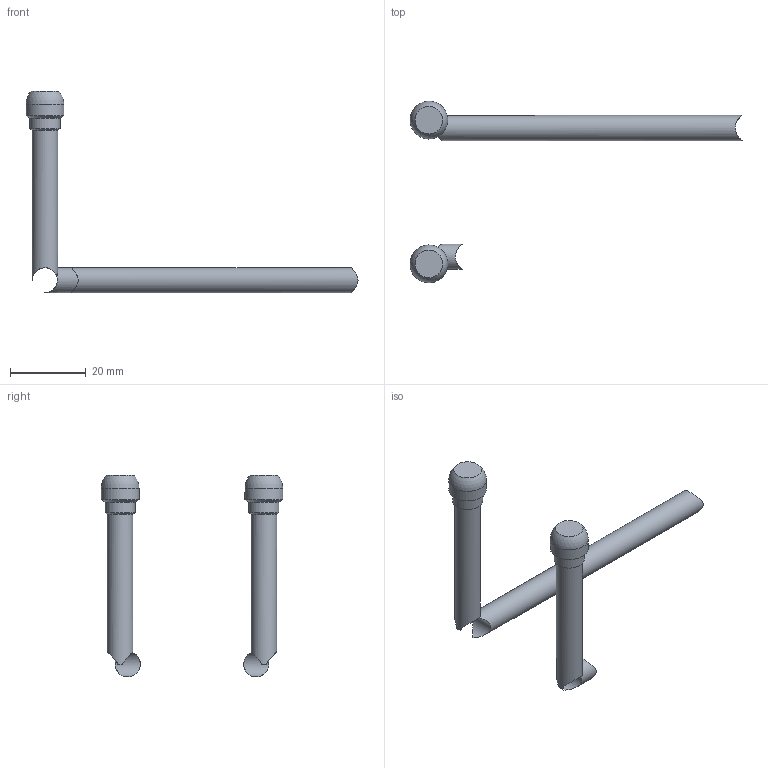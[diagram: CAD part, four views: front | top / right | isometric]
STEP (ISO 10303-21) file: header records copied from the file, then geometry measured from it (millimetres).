
FILE_DESCRIPTION(/* description */ (''),/* implementation_level */ '2;1');
FILE_NAME(/* name */ '102.065.25.755.stp',/* time_stamp */ '2018-03-06T14:32:26+01:00',/* author */ ('user-4'),/* organization */ (''),/* preprocessor_version */ 'ST-DEVELOPER v16.5',/* originating_system */ 'Autodesk Inventor 2017',/* authorisation */ '');
FILE_SCHEMA (('AUTOMOTIVE_DESIGN { 1 0 10303 214 3 1 1 }'));
Length unit declared in the file: millimetre
Products named in the file (1): 102.065.25.755
Bounding box: 87.77 x 48 x 53.32 mm (x, y, z)
Volume: 2161.3 mm3; surface area: 8468.6 mm2
Topology: 2 solids, 7 shells, 26 faces, 62 edges, 42 vertices
Faces by surface type: cylinder 12, cone 6, sphere 4, plane 4
Full cylindrical faces by diameter (mm): 6.647 x2, 6.8 x2, 8 x2, 10 x2
Entity records: 14703 total; most frequent: CARTESIAN_POINT 10973, DIRECTION 700, ORIENTED_EDGE 648, EDGE_CURVE 322, EDGE_LOOP 249, AXIS2_PLACEMENT_3D 246, VERTEX_POINT 235, LINE 208
